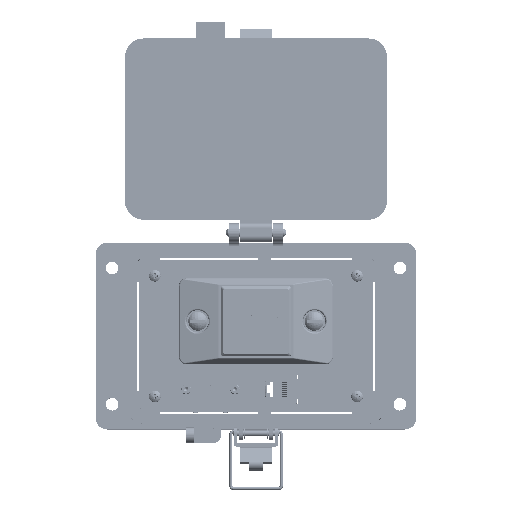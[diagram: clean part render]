
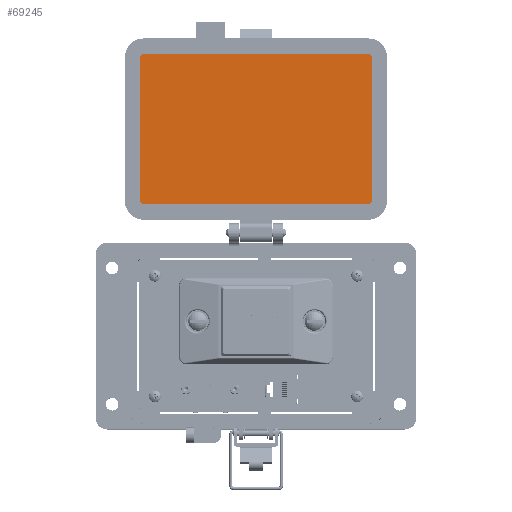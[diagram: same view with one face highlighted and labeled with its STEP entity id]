
A CAD part, top view. The second image highlights one B-rep face of the part: STEP entity #69245.
In plain terms, the highlighted planar face has unit normal (0, 0, 1).
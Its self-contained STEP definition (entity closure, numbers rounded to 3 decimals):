
#333 = CARTESIAN_POINT ( 'NONE',  ( 57.717, 69.55, 8.694 ) ) ;
#389 = ORIENTED_EDGE ( 'NONE', *, *, #21101, .F. ) ;
#538 = VECTOR ( 'NONE', #926, 1000. ) ;
#926 = DIRECTION ( 'NONE',  ( 1., 0., 0. ) ) ;
#2074 = PLANE ( 'NONE',  #45971 ) ;
#3808 = CARTESIAN_POINT ( 'NONE',  ( 59.502, 143.334, 8.694 ) ) ;
#3920 = VERTEX_POINT ( 'NONE', #57466 ) ;
#7150 = DIRECTION ( 'NONE',  ( 0., -1., 0. ) ) ;
#7882 = EDGE_CURVE ( 'NONE', #66855, #9049, #28221, .T. ) ;
#8858 = CIRCLE ( 'NONE', #56379, 1.785 ) ;
#9049 = VERTEX_POINT ( 'NONE', #68903 ) ;
#10602 = DIRECTION ( 'NONE',  ( -1., 0., 0. ) ) ;
#11121 = EDGE_CURVE ( 'NONE', #3920, #80354, #29741, .T. ) ;
#12630 = ORIENTED_EDGE ( 'NONE', *, *, #81456, .F. ) ;
#14403 = CARTESIAN_POINT ( 'NONE',  ( 59.502, 69.55, 8.694 ) ) ;
#21101 = EDGE_CURVE ( 'NONE', #64524, #66855, #57406, .T. ) ;
#23530 = CIRCLE ( 'NONE', #77889, 1.785 ) ;
#23822 = DIRECTION ( 'NONE',  ( 0., -1., 0. ) ) ;
#24733 = ORIENTED_EDGE ( 'NONE', *, *, #7882, .F. ) ;
#25122 = VECTOR ( 'NONE', #56135, 1000. ) ;
#28221 = CIRCLE ( 'NONE', #75766, 1.785 ) ;
#29741 = LINE ( 'NONE', #36125, #72635 ) ;
#30380 = DIRECTION ( 'NONE',  ( 0., 0., -1. ) ) ;
#30459 = CARTESIAN_POINT ( 'NONE',  ( -57.72, 67.765, 8.694 ) ) ;
#31714 = CARTESIAN_POINT ( 'NONE',  ( -59.505, 69.55, 8.694 ) ) ;
#33537 = DIRECTION ( 'NONE',  ( 0., -1., 0. ) ) ;
#33621 = EDGE_LOOP ( 'NONE', ( #24733, #389, #46151, #58379, #53111, #12630, #45868, #61699 ) ) ;
#34443 = CARTESIAN_POINT ( 'NONE',  ( -59.505, 143.334, 8.694 ) ) ;
#34769 = LINE ( 'NONE', #14403, #35230 ) ;
#35230 = VECTOR ( 'NONE', #33537, 1000. ) ;
#36125 = CARTESIAN_POINT ( 'NONE',  ( -57.72, 67.765, 8.694 ) ) ;
#36583 = DIRECTION ( 'NONE',  ( 0., 0., -1. ) ) ;
#39016 = DIRECTION ( 'NONE',  ( 0., 0., -1. ) ) ;
#39153 = CIRCLE ( 'NONE', #69006, 1.785 ) ;
#40004 = CARTESIAN_POINT ( 'NONE',  ( 59.502, 69.55, 8.694 ) ) ;
#41575 = DIRECTION ( 'NONE',  ( 0., -1., 0. ) ) ;
#45868 = ORIENTED_EDGE ( 'NONE', *, *, #64098, .F. ) ;
#45971 = AXIS2_PLACEMENT_3D ( 'NONE', #81561, #80302, #41575 ) ;
#46151 = ORIENTED_EDGE ( 'NONE', *, *, #57560, .F. ) ;
#49953 = DIRECTION ( 'NONE',  ( 0., -1., 0. ) ) ;
#50980 = CARTESIAN_POINT ( 'NONE',  ( 57.717, 143.334, 8.694 ) ) ;
#53111 = ORIENTED_EDGE ( 'NONE', *, *, #71593, .F. ) ;
#56069 = CARTESIAN_POINT ( 'NONE',  ( 57.717, 145.119, 8.694 ) ) ;
#56135 = DIRECTION ( 'NONE',  ( 0., 1., 0. ) ) ;
#56379 = AXIS2_PLACEMENT_3D ( 'NONE', #50980, #63323, #57787 ) ;
#57406 = LINE ( 'NONE', #68451, #25122 ) ;
#57466 = CARTESIAN_POINT ( 'NONE',  ( 57.717, 67.765, 8.694 ) ) ;
#57560 = EDGE_CURVE ( 'NONE', #80354, #64524, #23530, .T. ) ;
#57787 = DIRECTION ( 'NONE',  ( 0., -1., 0. ) ) ;
#58075 = EDGE_CURVE ( 'NONE', #9049, #60997, #64306, .T. ) ;
#58330 = VERTEX_POINT ( 'NONE', #40004 ) ;
#58379 = ORIENTED_EDGE ( 'NONE', *, *, #11121, .F. ) ;
#60997 = VERTEX_POINT ( 'NONE', #56069 ) ;
#61699 = ORIENTED_EDGE ( 'NONE', *, *, #58075, .F. ) ;
#63323 = DIRECTION ( 'NONE',  ( 0., 0., -1. ) ) ;
#64098 = EDGE_CURVE ( 'NONE', #60997, #81138, #8858, .T. ) ;
#64306 = LINE ( 'NONE', #65136, #538 ) ;
#64524 = VERTEX_POINT ( 'NONE', #31714 ) ;
#65136 = CARTESIAN_POINT ( 'NONE',  ( 57.717, 145.119, 8.694 ) ) ;
#66855 = VERTEX_POINT ( 'NONE', #34443 ) ;
#68451 = CARTESIAN_POINT ( 'NONE',  ( -59.505, 143.334, 8.694 ) ) ;
#68903 = CARTESIAN_POINT ( 'NONE',  ( -57.72, 145.119, 8.694 ) ) ;
#69006 = AXIS2_PLACEMENT_3D ( 'NONE', #333, #39016, #7150 ) ;
#69245 = ADVANCED_FACE ( 'NONE', ( #81152 ), #2074, .T. ) ;
#71593 = EDGE_CURVE ( 'NONE', #58330, #3920, #39153, .T. ) ;
#72635 = VECTOR ( 'NONE', #10602, 1000. ) ;
#75060 = CARTESIAN_POINT ( 'NONE',  ( -57.72, 69.55, 8.694 ) ) ;
#75766 = AXIS2_PLACEMENT_3D ( 'NONE', #82078, #36583, #23822 ) ;
#77889 = AXIS2_PLACEMENT_3D ( 'NONE', #75060, #30380, #49953 ) ;
#80302 = DIRECTION ( 'NONE',  ( 0., 0., 1. ) ) ;
#80354 = VERTEX_POINT ( 'NONE', #30459 ) ;
#81138 = VERTEX_POINT ( 'NONE', #3808 ) ;
#81152 = FACE_OUTER_BOUND ( 'NONE', #33621, .T. ) ;
#81456 = EDGE_CURVE ( 'NONE', #81138, #58330, #34769, .T. ) ;
#81561 = CARTESIAN_POINT ( 'NONE',  ( -30.745, 145.119, 8.694 ) ) ;
#82078 = CARTESIAN_POINT ( 'NONE',  ( -57.72, 143.334, 8.694 ) ) ;
